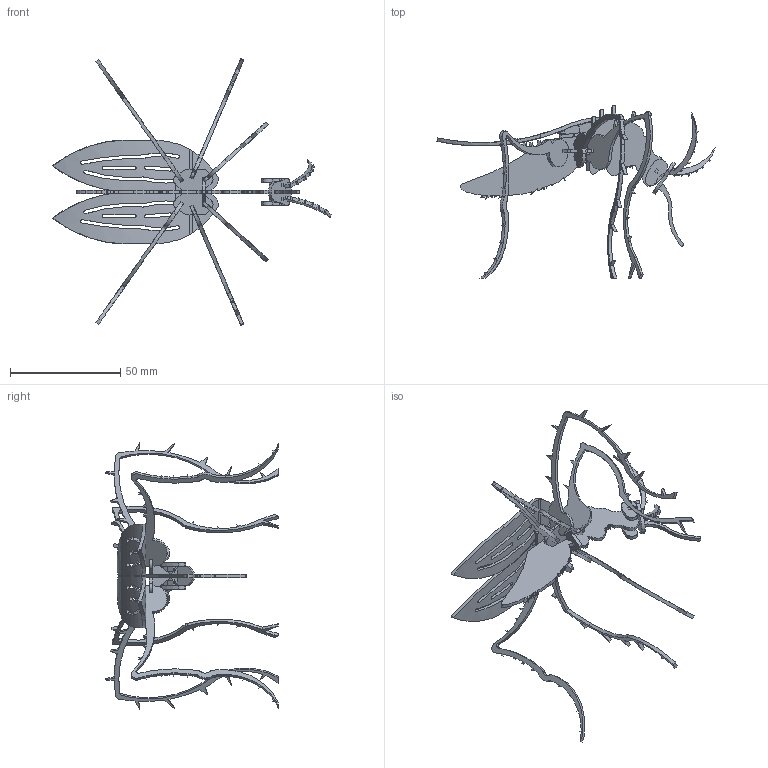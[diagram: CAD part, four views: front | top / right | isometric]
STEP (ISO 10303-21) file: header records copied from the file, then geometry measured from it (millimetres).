
FILE_DESCRIPTION (( 'STEP AP214' ), '1' );
FILE_NAME ('_Assy, Mosquito Rev 0.STEP', '2012-12-13T00:45:01', ( 'Dick' ), ( '' ), 'SwSTEP 2.0', 'SolidWorks 2012', '' );
FILE_SCHEMA (( 'AUTOMOTIVE_DESIGN' ));
Length unit declared in the file: inch
Products named in the file (22): MirrorMosquito, Leg, Rear; Mosquito, Leg, Rear; MirrorMosquito, Leg Plt, Base; MirrorPart4^_Assy, Mosquito Rev 0; MirrorMosquito, Leg, Front; Mosquito, Leg, Middle; Mosquito, Leg, Front; Mosquito, Leg Plt, Base; Mosquito, Leg Plt, Connector; MirrorMosquito, Wing; Mosquito, Wing; Mosquito, Wing Plt; Mosquito, Wing Plt, Connector; Mosquito, Face, Biter; Mosquito, Face Antenna - 02; Mosquito, Face Antenna - 01; Mosquito, Face; Mosquito, Eye; Mosquito, Eye Plt, Connector; Mosquito, Face Plt, Connector; Mosquito, Profile; _Assy, Mosquito Rev 0
Assembly tree (24 placements, depth 2):
  _Assy, Mosquito Rev 0
    Mosquito, Profile
    Mosquito, Face Plt, Connector
    Mosquito, Eye Plt, Connector  x2
    Mosquito, Eye  x2
    Mosquito, Face
    Mosquito, Face Antenna - 01
    Mosquito, Face Antenna - 02
    Mosquito, Face, Biter
    Mosquito, Wing Plt, Connector
    Mosquito, Wing Plt  x2
    Mosquito, Wing
    MirrorMosquito, Wing
    Mosquito, Leg Plt, Connector
    Mosquito, Leg Plt, Base
    Mosquito, Leg, Front
    Mosquito, Leg, Middle
    MirrorMosquito, Leg, Front
    MirrorPart4^_Assy, Mosquito Rev 0
    MirrorMosquito, Leg Plt, Base
    Mosquito, Leg, Rear
    MirrorMosquito, Leg, Rear
Bounding box: 125.91 x 78.08 x 120.97 mm (x, y, z)
Volume: 11159.4 mm3; surface area: 20285.2 mm2
Topology: 24 solids, 24 shells, 815 faces, 2303 edges, 1534 vertices
Faces by surface type: plane 446, cylinder 369
Entity records: 27090 total; most frequent: CARTESIAN_POINT 5533, ORIENTED_EDGE 4372, DIRECTION 4284, EDGE_CURVE 2186, VERTEX_POINT 1456, AXIS2_PLACEMENT_3D 1429, VECTOR 1426, LINE 1426
